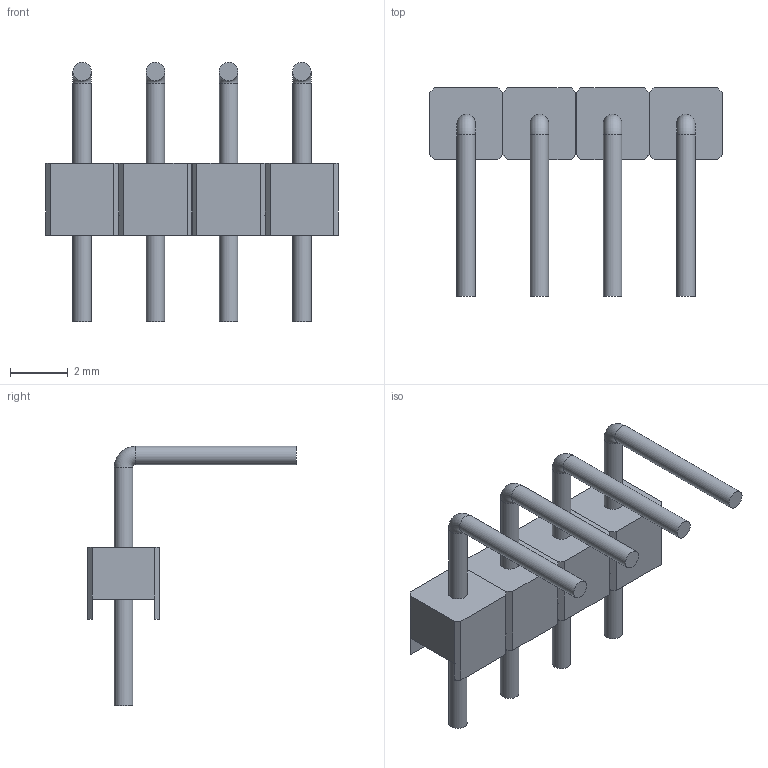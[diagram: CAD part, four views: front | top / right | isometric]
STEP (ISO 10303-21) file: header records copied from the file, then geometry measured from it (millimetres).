
FILE_DESCRIPTION(('STEP AP214'), '1');
FILE_NAME('Äåòàëü', '2015-07-13T10:35:09', ('Àíòîí'), (''), 'ASCON STEP Converter 1.3', 'ASCON Math Kernel', '');
FILE_SCHEMA(('AUTOMOTIVE_DESIGN { 1 0 10303 214 3 1 1}'));
Length unit declared in the file: millimetre
Bounding box: 10.16 x 7.25 x 9 mm (x, y, z)
Volume: 63.9 mm3; surface area: 251.5 mm2
Topology: 4 solids, 4 shells, 80 faces, 168 edges, 104 vertices
Faces by surface type: plane 64, cylinder 12, torus 4
Full cylindrical faces by diameter (mm): 0.64 x12
Entity records: 2706 total; most frequent: DIRECTION 338, CARTESIAN_POINT 337, ORIENTED_EDGE 304, EDGE_CURVE 152, LINE 128, VECTOR 128, AXIS2_PLACEMENT_3D 105, EDGE_LOOP 104
